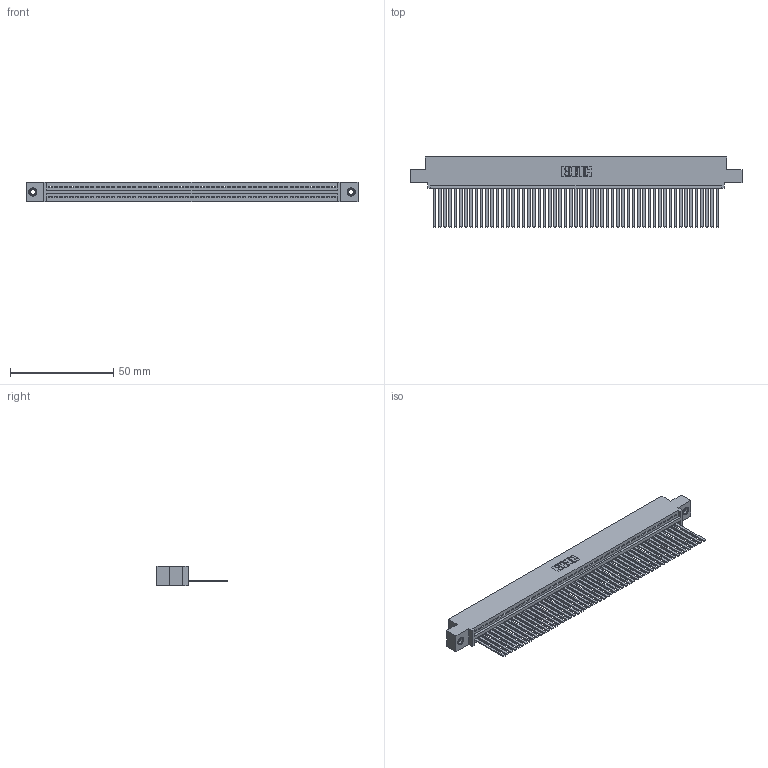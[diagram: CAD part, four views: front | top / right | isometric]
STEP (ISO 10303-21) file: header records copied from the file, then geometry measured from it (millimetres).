
FILE_DESCRIPTION (( 'STEP AP203' ), '1' );
FILE_NAME ('395-055-544-408.STEP', '2018-11-22T00:20:00', ( '' ), ( '' ), 'SwSTEP 2.0', 'SolidWorks 2016', '' );
FILE_SCHEMA (( 'CONFIG_CONTROL_DESIGN' ));
Length unit declared in the file: inch
Products named in the file (4): 345-250-001_345-250-003-102; 345-292-001_345-293-144; 345 Part_0.110 Offset - 0.156 Dia-TI; 395-055-544-408
Assembly tree (58 placements, depth 2):
  395-055-544-408
    345 Part_0.110 Offset - 0.156 Dia-TI
    345-292-001_345-293-144  x55
    345-250-001_345-250-003-102  x2
Bounding box: 160.91 x 33.96 x 9.4 mm (x, y, z)
Volume: 15946.9 mm3; surface area: 23381.9 mm2
Topology: 58 solids, 58 shells, 3050 faces, 9179 edges, 6038 vertices
Faces by surface type: plane 2096, cylinder 938, cone 12, torus 4
Entity records: 40778 total; most frequent: CARTESIAN_POINT 7044, ORIENTED_EDGE 7026, DIRECTION 6157, EDGE_CURVE 3513, VECTOR 3145, LINE 3145, VERTEX_POINT 2336, AXIS2_PLACEMENT_3D 1506
